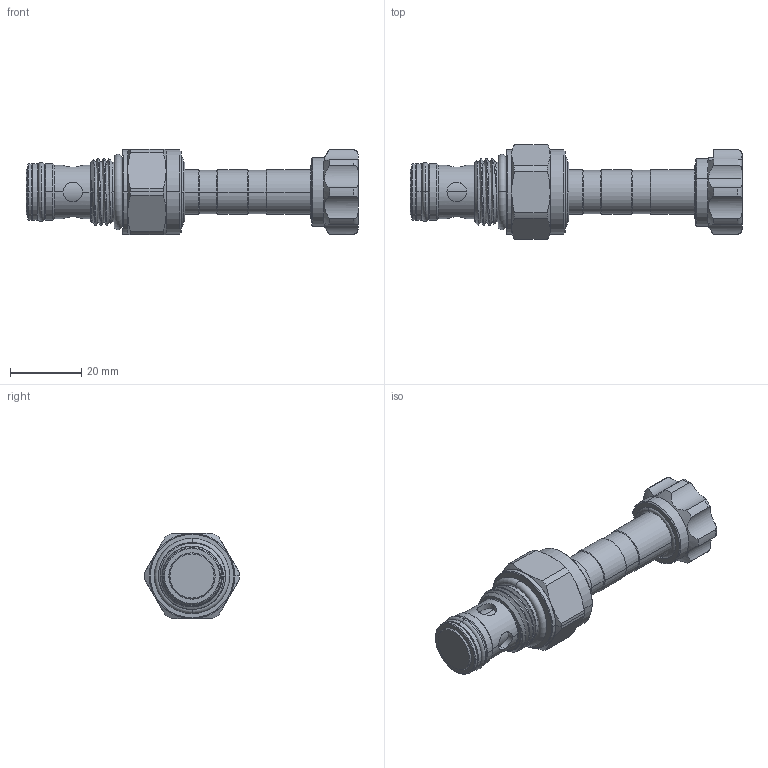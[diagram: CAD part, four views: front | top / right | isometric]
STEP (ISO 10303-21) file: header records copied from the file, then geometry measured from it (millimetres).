
FILE_DESCRIPTION (( 'STEP AP203' ), '1' );
FILE_NAME ('EP19E2A02N05.STEP', '2016-08-25T02:07:22', ( '' ), ( '' ), 'SwSTEP 2.0', 'SolidWorks 2012', '' );
FILE_SCHEMA (( 'CONFIG_CONTROL_DESIGN' ));
Length unit declared in the file: millimetre
Products named in the file (1): EP19E2A02N05
Bounding box: 93.35 x 26.7 x 24 mm (x, y, z)
Volume: 22495.6 mm3; surface area: 8375.5 mm2
Topology: 3 solids, 3 shells, 203 faces, 478 edges, 294 vertices
Faces by surface type: cylinder 92, cone 51, torus 32, plane 25, bspline 3
Entity records: 8389 total; most frequent: CARTESIAN_POINT 3679, DIRECTION 1012, ORIENTED_EDGE 956, EDGE_CURVE 478, AXIS2_PLACEMENT_3D 439, VERTEX_POINT 294, CIRCLE 238, EDGE_LOOP 222
